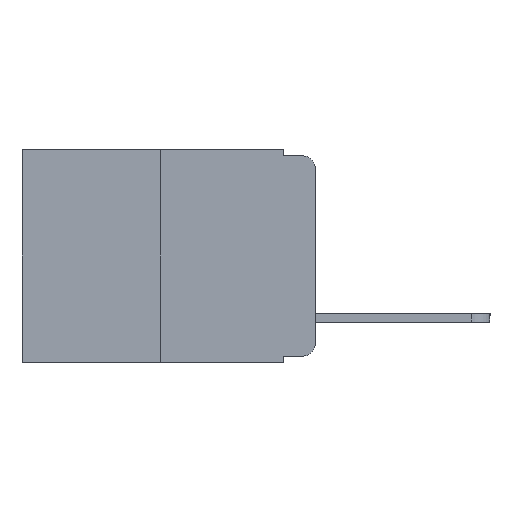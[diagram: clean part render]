
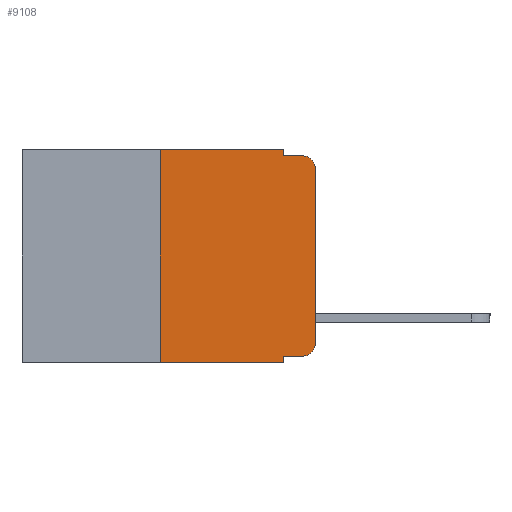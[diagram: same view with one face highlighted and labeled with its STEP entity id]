
A CAD part, left-side view. The second image highlights one B-rep face of the part: STEP entity #9108.
In plain terms, the highlighted planar face has unit normal (-1, 0, 0).
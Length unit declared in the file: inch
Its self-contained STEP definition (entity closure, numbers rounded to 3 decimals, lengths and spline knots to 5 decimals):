
#4 = VERTEX_POINT ( 'NONE', #2794 ) ;
#264 = EDGE_CURVE ( 'NONE', #2255, #6288, #1280, .T. ) ;
#279 = EDGE_CURVE ( 'NONE', #6288, #4, #9984, .T. ) ;
#328 = CARTESIAN_POINT ( 'NONE',  ( 0., 0., 0. ) ) ;
#480 = PLANE ( 'NONE',  #2220 ) ;
#595 = CARTESIAN_POINT ( 'NONE',  ( 0., 0.051, -0.333 ) ) ;
#683 = DIRECTION ( 'NONE',  ( 0., 0., 1. ) ) ;
#690 = VERTEX_POINT ( 'NONE', #5022 ) ;
#791 = VERTEX_POINT ( 'NONE', #7777 ) ;
#898 = LINE ( 'NONE', #10354, #9952 ) ;
#1201 = VERTEX_POINT ( 'NONE', #11191 ) ;
#1219 = VECTOR ( 'NONE', #683, 39.37008 ) ;
#1280 = LINE ( 'NONE', #4976, #7713 ) ;
#1698 = DIRECTION ( 'NONE',  ( -1., 0., 0. ) ) ;
#1755 = EDGE_LOOP ( 'NONE', ( #6188, #6221, #6293, #6396, #6553, #6889, #7421, #7689, #7838, #8000 ) ) ;
#1820 = CARTESIAN_POINT ( 'NONE',  ( 0., 0.02, -0.03 ) ) ;
#1959 = CARTESIAN_POINT ( 'NONE',  ( 0., 0.051, 0. ) ) ;
#2067 = EDGE_CURVE ( 'NONE', #3160, #791, #6133, .T. ) ;
#2220 = AXIS2_PLACEMENT_3D ( 'NONE', #8647, #3539, #9390 ) ;
#2255 = VERTEX_POINT ( 'NONE', #3295 ) ;
#2379 = VECTOR ( 'NONE', #2444, 39.37008 ) ;
#2418 = CARTESIAN_POINT ( 'NONE',  ( 0., 0.051, 0. ) ) ;
#2444 = DIRECTION ( 'NONE',  ( 0., 0., -1. ) ) ;
#2675 = LINE ( 'NONE', #2418, #2379 ) ;
#2794 = CARTESIAN_POINT ( 'NONE',  ( 0., 0.051, -0.01 ) ) ;
#2848 = AXIS2_PLACEMENT_3D ( 'NONE', #9462, #4596, #10257 ) ;
#2988 = VECTOR ( 'NONE', #4978, 39.37008 ) ;
#3160 = VERTEX_POINT ( 'NONE', #10321 ) ;
#3295 = CARTESIAN_POINT ( 'NONE',  ( 0., 0.25, 0. ) ) ;
#3539 = DIRECTION ( 'NONE',  ( 1., 0., 0. ) ) ;
#3661 = EDGE_CURVE ( 'NONE', #7022, #1201, #10618, .T. ) ;
#3720 = DIRECTION ( 'NONE',  ( 0., -1., 0. ) ) ;
#3764 = VERTEX_POINT ( 'NONE', #7590 ) ;
#4596 = DIRECTION ( 'NONE',  ( -1., 0., 0. ) ) ;
#4672 = AXIS2_PLACEMENT_3D ( 'NONE', #1820, #1698, #5089 ) ;
#4976 = CARTESIAN_POINT ( 'NONE',  ( 0., 0.473, 0. ) ) ;
#4978 = DIRECTION ( 'NONE',  ( 0., 0., -1. ) ) ;
#5022 = CARTESIAN_POINT ( 'NONE',  ( 0., 0.25, -0.343 ) ) ;
#5089 = DIRECTION ( 'NONE',  ( 0., 0., -1. ) ) ;
#5181 = CARTESIAN_POINT ( 'NONE',  ( 0., 0.051, 0. ) ) ;
#5547 = VERTEX_POINT ( 'NONE', #9266 ) ;
#6133 = CIRCLE ( 'NONE', #4672, 0.02 ) ;
#6188 = ORIENTED_EDGE ( 'NONE', *, *, #10816, .T. ) ;
#6221 = ORIENTED_EDGE ( 'NONE', *, *, #2067, .T. ) ;
#6228 = CARTESIAN_POINT ( 'NONE',  ( 0., 0.473, -0.343 ) ) ;
#6257 = EDGE_CURVE ( 'NONE', #7022, #3764, #2675, .T. ) ;
#6273 = LINE ( 'NONE', #8047, #1219 ) ;
#6288 = VERTEX_POINT ( 'NONE', #1959 ) ;
#6293 = ORIENTED_EDGE ( 'NONE', *, *, #11070, .F. ) ;
#6396 = ORIENTED_EDGE ( 'NONE', *, *, #279, .F. ) ;
#6553 = ORIENTED_EDGE ( 'NONE', *, *, #264, .F. ) ;
#6765 = VECTOR ( 'NONE', #10143, 39.37008 ) ;
#6889 = ORIENTED_EDGE ( 'NONE', *, *, #7881, .F. ) ;
#6960 = DIRECTION ( 'NONE',  ( 0., 0., 1. ) ) ;
#7022 = VERTEX_POINT ( 'NONE', #595 ) ;
#7057 = DIRECTION ( 'NONE',  ( 0., -1., 0. ) ) ;
#7265 = FACE_OUTER_BOUND ( 'NONE', #1755, .T. ) ;
#7421 = ORIENTED_EDGE ( 'NONE', *, *, #9686, .T. ) ;
#7590 = CARTESIAN_POINT ( 'NONE',  ( 0., 0.051, -0.343 ) ) ;
#7689 = ORIENTED_EDGE ( 'NONE', *, *, #6257, .F. ) ;
#7713 = VECTOR ( 'NONE', #3720, 39.37008 ) ;
#7777 = CARTESIAN_POINT ( 'NONE',  ( 0., 0.02, -0.01 ) ) ;
#7838 = ORIENTED_EDGE ( 'NONE', *, *, #3661, .T. ) ;
#7881 = EDGE_CURVE ( 'NONE', #690, #2255, #6273, .T. ) ;
#8000 = ORIENTED_EDGE ( 'NONE', *, *, #9156, .T. ) ;
#8047 = CARTESIAN_POINT ( 'NONE',  ( 0., 0.25, 0. ) ) ;
#8647 = CARTESIAN_POINT ( 'NONE',  ( 0., 0.473, 0. ) ) ;
#8840 = CIRCLE ( 'NONE', #2848, 0.02 ) ;
#8986 = LINE ( 'NONE', #328, #9479 ) ;
#9108 = ADVANCED_FACE ( 'NONE', ( #7265 ), #480, .F. ) ;
#9156 = EDGE_CURVE ( 'NONE', #1201, #5547, #8840, .T. ) ;
#9162 = LINE ( 'NONE', #6228, #10968 ) ;
#9266 = CARTESIAN_POINT ( 'NONE',  ( 0., 0., -0.313 ) ) ;
#9390 = DIRECTION ( 'NONE',  ( 0., 0., -1. ) ) ;
#9462 = CARTESIAN_POINT ( 'NONE',  ( 0., 0.02, -0.313 ) ) ;
#9479 = VECTOR ( 'NONE', #6960, 39.37008 ) ;
#9686 = EDGE_CURVE ( 'NONE', #690, #3764, #9162, .T. ) ;
#9952 = VECTOR ( 'NONE', #11090, 39.37008 ) ;
#9984 = LINE ( 'NONE', #5181, #2988 ) ;
#10143 = DIRECTION ( 'NONE',  ( 0., -1., 0. ) ) ;
#10172 = CARTESIAN_POINT ( 'NONE',  ( 0., 0.051, -0.333 ) ) ;
#10257 = DIRECTION ( 'NONE',  ( 0., 0., -1. ) ) ;
#10321 = CARTESIAN_POINT ( 'NONE',  ( 0., 0., -0.03 ) ) ;
#10354 = CARTESIAN_POINT ( 'NONE',  ( 0., 0.051, -0.01 ) ) ;
#10618 = LINE ( 'NONE', #10172, #6765 ) ;
#10816 = EDGE_CURVE ( 'NONE', #5547, #3160, #8986, .T. ) ;
#10968 = VECTOR ( 'NONE', #7057, 39.37008 ) ;
#11070 = EDGE_CURVE ( 'NONE', #4, #791, #898, .T. ) ;
#11090 = DIRECTION ( 'NONE',  ( 0., -1., 0. ) ) ;
#11191 = CARTESIAN_POINT ( 'NONE',  ( 0., 0.02, -0.333 ) ) ;
